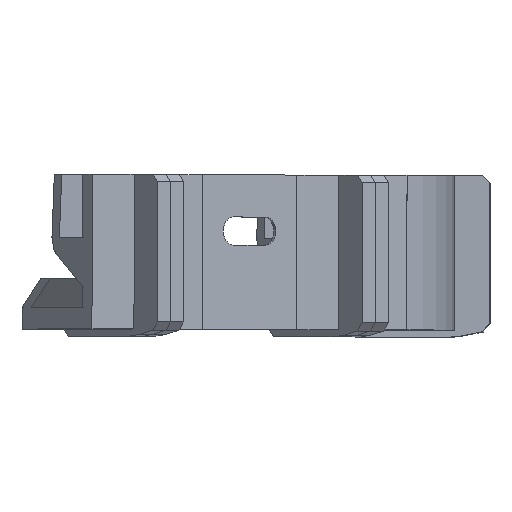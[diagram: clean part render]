
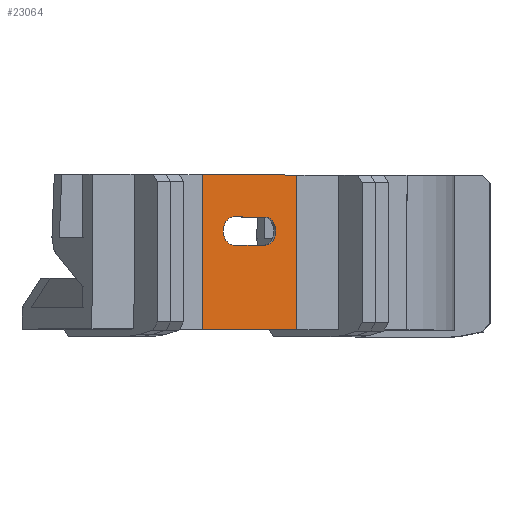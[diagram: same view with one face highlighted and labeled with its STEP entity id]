
A CAD part, left-side view. The second image highlights one B-rep face of the part: STEP entity #23064.
In plain terms, the highlighted face is planar.
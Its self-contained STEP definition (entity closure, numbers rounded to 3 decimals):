
#22788 = VERTEX_POINT('',#22789);
#22789 = CARTESIAN_POINT('',(3.,0.,16.));
#22796 = CYLINDRICAL_SURFACE('',#22797,2.);
#22797 = AXIS2_PLACEMENT_3D('',#22798,#22799,#22800);
#22798 = CARTESIAN_POINT('',(3.,24.,14.));
#22799 = DIRECTION('',(-0.,1.,0.));
#22800 = DIRECTION('',(0.,0.,-1.));
#22808 = PLANE('',#22809);
#22809 = AXIS2_PLACEMENT_3D('',#22810,#22811,#22812);
#22810 = CARTESIAN_POINT('',(3.,24.,16.));
#22811 = DIRECTION('',(0.,0.,-1.));
#22812 = DIRECTION('',(-1.,0.,-0.));
#22850 = VERTEX_POINT('',#22851);
#22851 = CARTESIAN_POINT('',(3.,0.,12.));
#22865 = PLANE('',#22866);
#22866 = AXIS2_PLACEMENT_3D('',#22867,#22868,#22869);
#22867 = CARTESIAN_POINT('',(-3.,24.,12.));
#22868 = DIRECTION('',(0.,0.,1.));
#22869 = DIRECTION('',(1.,0.,0.));
#22877 = EDGE_CURVE('',#22788,#22850,#22878,.T.);
#22878 = SURFACE_CURVE('',#22879,(#22884,#22891),.PCURVE_S1.);
#22879 = CIRCLE('',#22880,2.);
#22880 = AXIS2_PLACEMENT_3D('',#22881,#22882,#22883);
#22881 = CARTESIAN_POINT('',(3.,0.,14.));
#22882 = DIRECTION('',(0.,1.,0.));
#22883 = DIRECTION('',(0.,0.,-1.));
#22884 = PCURVE('',#22796,#22885);
#22885 = DEFINITIONAL_REPRESENTATION('',(#22886),#22890);
#22886 = LINE('',#22887,#22888);
#22887 = CARTESIAN_POINT('',(-6.283,-24.));
#22888 = VECTOR('',#22889,1.);
#22889 = DIRECTION('',(1.,-0.));
#22890 = ( GEOMETRIC_REPRESENTATION_CONTEXT(2) 
PARAMETRIC_REPRESENTATION_CONTEXT() REPRESENTATION_CONTEXT('2D SPACE',''
  ) );
#22891 = PCURVE('',#22892,#22897);
#22892 = PLANE('',#22893);
#22893 = AXIS2_PLACEMENT_3D('',#22894,#22895,#22896);
#22894 = CARTESIAN_POINT('',(0.,0.,0.));
#22895 = DIRECTION('',(0.,1.,-0.));
#22896 = DIRECTION('',(0.,0.,1.));
#22897 = DEFINITIONAL_REPRESENTATION('',(#22898),#22902);
#22898 = CIRCLE('',#22899,2.);
#22899 = AXIS2_PLACEMENT_2D('',#22900,#22901);
#22900 = CARTESIAN_POINT('',(14.,3.));
#22901 = DIRECTION('',(-1.,0.));
#22902 = ( GEOMETRIC_REPRESENTATION_CONTEXT(2) 
PARAMETRIC_REPRESENTATION_CONTEXT() REPRESENTATION_CONTEXT('2D SPACE',''
  ) );
#22910 = VERTEX_POINT('',#22911);
#22911 = CARTESIAN_POINT('',(-3.,0.,16.));
#22925 = CYLINDRICAL_SURFACE('',#22926,2.);
#22926 = AXIS2_PLACEMENT_3D('',#22927,#22928,#22929);
#22927 = CARTESIAN_POINT('',(-3.,24.,14.));
#22928 = DIRECTION('',(-0.,1.,0.));
#22929 = DIRECTION('',(0.,0.,1.));
#22964 = EDGE_CURVE('',#22788,#22910,#22965,.T.);
#22965 = SURFACE_CURVE('',#22966,(#22970,#22976),.PCURVE_S1.);
#22966 = LINE('',#22967,#22968);
#22967 = CARTESIAN_POINT('',(1.5,0.,16.));
#22968 = VECTOR('',#22969,1.);
#22969 = DIRECTION('',(-1.,0.,0.));
#22970 = PCURVE('',#22808,#22971);
#22971 = DEFINITIONAL_REPRESENTATION('',(#22972),#22975);
#22972 = B_SPLINE_CURVE_WITH_KNOTS('',1,(#22973,#22974),.UNSPECIFIED.,
  .F.,.F.,(2,2),(-1.5,4.5),.PIECEWISE_BEZIER_KNOTS.);
#22973 = CARTESIAN_POINT('',(0.,-24.));
#22974 = CARTESIAN_POINT('',(6.,-24.));
#22975 = ( GEOMETRIC_REPRESENTATION_CONTEXT(2) 
PARAMETRIC_REPRESENTATION_CONTEXT() REPRESENTATION_CONTEXT('2D SPACE',''
  ) );
#22976 = PCURVE('',#22892,#22977);
#22977 = DEFINITIONAL_REPRESENTATION('',(#22978),#22981);
#22978 = B_SPLINE_CURVE_WITH_KNOTS('',1,(#22979,#22980),.UNSPECIFIED.,
  .F.,.F.,(2,2),(-1.5,4.5),.PIECEWISE_BEZIER_KNOTS.);
#22979 = CARTESIAN_POINT('',(16.,3.));
#22980 = CARTESIAN_POINT('',(16.,-3.));
#22981 = ( GEOMETRIC_REPRESENTATION_CONTEXT(2) 
PARAMETRIC_REPRESENTATION_CONTEXT() REPRESENTATION_CONTEXT('2D SPACE',''
  ) );
#23064 = ADVANCED_FACE('',(#23065,#23179),#22892,.F.);
#23065 = FACE_BOUND('',#23066,.F.);
#23066 = EDGE_LOOP('',(#23067,#23097,#23125,#23153));
#23067 = ORIENTED_EDGE('',*,*,#23068,.F.);
#23068 = EDGE_CURVE('',#23069,#23071,#23073,.T.);
#23069 = VERTEX_POINT('',#23070);
#23070 = CARTESIAN_POINT('',(-9.,0.,0.));
#23071 = VERTEX_POINT('',#23072);
#23072 = CARTESIAN_POINT('',(9.,0.,0.));
#23073 = SURFACE_CURVE('',#23074,(#23078,#23085),.PCURVE_S1.);
#23074 = LINE('',#23075,#23076);
#23075 = CARTESIAN_POINT('',(-9.,0.,0.));
#23076 = VECTOR('',#23077,1.);
#23077 = DIRECTION('',(1.,0.,0.));
#23078 = PCURVE('',#22892,#23079);
#23079 = DEFINITIONAL_REPRESENTATION('',(#23080),#23084);
#23080 = LINE('',#23081,#23082);
#23081 = CARTESIAN_POINT('',(0.,-9.));
#23082 = VECTOR('',#23083,1.);
#23083 = DIRECTION('',(0.,1.));
#23084 = ( GEOMETRIC_REPRESENTATION_CONTEXT(2) 
PARAMETRIC_REPRESENTATION_CONTEXT() REPRESENTATION_CONTEXT('2D SPACE',''
  ) );
#23085 = PCURVE('',#23086,#23091);
#23086 = PLANE('',#23087);
#23087 = AXIS2_PLACEMENT_3D('',#23088,#23089,#23090);
#23088 = CARTESIAN_POINT('',(0.,15.,0.));
#23089 = DIRECTION('',(0.,0.,1.));
#23090 = DIRECTION('',(0.,-1.,0.));
#23091 = DEFINITIONAL_REPRESENTATION('',(#23092),#23096);
#23092 = LINE('',#23093,#23094);
#23093 = CARTESIAN_POINT('',(15.,-9.));
#23094 = VECTOR('',#23095,1.);
#23095 = DIRECTION('',(0.,1.));
#23096 = ( GEOMETRIC_REPRESENTATION_CONTEXT(2) 
PARAMETRIC_REPRESENTATION_CONTEXT() REPRESENTATION_CONTEXT('2D SPACE',''
  ) );
#23097 = ORIENTED_EDGE('',*,*,#23098,.T.);
#23098 = EDGE_CURVE('',#23069,#23099,#23101,.T.);
#23099 = VERTEX_POINT('',#23100);
#23100 = CARTESIAN_POINT('',(-9.,0.,22.));
#23101 = SURFACE_CURVE('',#23102,(#23106,#23113),.PCURVE_S1.);
#23102 = LINE('',#23103,#23104);
#23103 = CARTESIAN_POINT('',(-9.,0.,0.));
#23104 = VECTOR('',#23105,1.);
#23105 = DIRECTION('',(0.,0.,1.));
#23106 = PCURVE('',#22892,#23107);
#23107 = DEFINITIONAL_REPRESENTATION('',(#23108),#23112);
#23108 = LINE('',#23109,#23110);
#23109 = CARTESIAN_POINT('',(0.,-9.));
#23110 = VECTOR('',#23111,1.);
#23111 = DIRECTION('',(1.,0.));
#23112 = ( GEOMETRIC_REPRESENTATION_CONTEXT(2) 
PARAMETRIC_REPRESENTATION_CONTEXT() REPRESENTATION_CONTEXT('2D SPACE',''
  ) );
#23113 = PCURVE('',#23114,#23119);
#23114 = PLANE('',#23115);
#23115 = AXIS2_PLACEMENT_3D('',#23116,#23117,#23118);
#23116 = CARTESIAN_POINT('',(-9.,4.162,7.662));
#23117 = DIRECTION('',(-1.,0.,0.));
#23118 = DIRECTION('',(0.,0.,1.));
#23119 = DEFINITIONAL_REPRESENTATION('',(#23120),#23124);
#23120 = LINE('',#23121,#23122);
#23121 = CARTESIAN_POINT('',(-7.662,-4.162));
#23122 = VECTOR('',#23123,1.);
#23123 = DIRECTION('',(1.,0.));
#23124 = ( GEOMETRIC_REPRESENTATION_CONTEXT(2) 
PARAMETRIC_REPRESENTATION_CONTEXT() REPRESENTATION_CONTEXT('2D SPACE',''
  ) );
#23125 = ORIENTED_EDGE('',*,*,#23126,.F.);
#23126 = EDGE_CURVE('',#23127,#23099,#23129,.T.);
#23127 = VERTEX_POINT('',#23128);
#23128 = CARTESIAN_POINT('',(9.,0.,22.));
#23129 = SURFACE_CURVE('',#23130,(#23134,#23141),.PCURVE_S1.);
#23130 = LINE('',#23131,#23132);
#23131 = CARTESIAN_POINT('',(9.,0.,22.));
#23132 = VECTOR('',#23133,1.);
#23133 = DIRECTION('',(-1.,0.,0.));
#23134 = PCURVE('',#22892,#23135);
#23135 = DEFINITIONAL_REPRESENTATION('',(#23136),#23140);
#23136 = LINE('',#23137,#23138);
#23137 = CARTESIAN_POINT('',(22.,9.));
#23138 = VECTOR('',#23139,1.);
#23139 = DIRECTION('',(0.,-1.));
#23140 = ( GEOMETRIC_REPRESENTATION_CONTEXT(2) 
PARAMETRIC_REPRESENTATION_CONTEXT() REPRESENTATION_CONTEXT('2D SPACE',''
  ) );
#23141 = PCURVE('',#23142,#23147);
#23142 = PLANE('',#23143);
#23143 = AXIS2_PLACEMENT_3D('',#23144,#23145,#23146);
#23144 = CARTESIAN_POINT('',(0.,0.,22.));
#23145 = DIRECTION('',(0.,0.,-1.));
#23146 = DIRECTION('',(0.,1.,0.));
#23147 = DEFINITIONAL_REPRESENTATION('',(#23148),#23152);
#23148 = LINE('',#23149,#23150);
#23149 = CARTESIAN_POINT('',(0.,9.));
#23150 = VECTOR('',#23151,1.);
#23151 = DIRECTION('',(0.,-1.));
#23152 = ( GEOMETRIC_REPRESENTATION_CONTEXT(2) 
PARAMETRIC_REPRESENTATION_CONTEXT() REPRESENTATION_CONTEXT('2D SPACE',''
  ) );
#23153 = ORIENTED_EDGE('',*,*,#23154,.F.);
#23154 = EDGE_CURVE('',#23071,#23127,#23155,.T.);
#23155 = SURFACE_CURVE('',#23156,(#23160,#23167),.PCURVE_S1.);
#23156 = LINE('',#23157,#23158);
#23157 = CARTESIAN_POINT('',(9.,0.,0.));
#23158 = VECTOR('',#23159,1.);
#23159 = DIRECTION('',(0.,0.,1.));
#23160 = PCURVE('',#22892,#23161);
#23161 = DEFINITIONAL_REPRESENTATION('',(#23162),#23166);
#23162 = LINE('',#23163,#23164);
#23163 = CARTESIAN_POINT('',(0.,9.));
#23164 = VECTOR('',#23165,1.);
#23165 = DIRECTION('',(1.,0.));
#23166 = ( GEOMETRIC_REPRESENTATION_CONTEXT(2) 
PARAMETRIC_REPRESENTATION_CONTEXT() REPRESENTATION_CONTEXT('2D SPACE',''
  ) );
#23167 = PCURVE('',#23168,#23173);
#23168 = PLANE('',#23169);
#23169 = AXIS2_PLACEMENT_3D('',#23170,#23171,#23172);
#23170 = CARTESIAN_POINT('',(9.,4.162,7.662));
#23171 = DIRECTION('',(-1.,0.,0.));
#23172 = DIRECTION('',(0.,0.,1.));
#23173 = DEFINITIONAL_REPRESENTATION('',(#23174),#23178);
#23174 = LINE('',#23175,#23176);
#23175 = CARTESIAN_POINT('',(-7.662,-4.162));
#23176 = VECTOR('',#23177,1.);
#23177 = DIRECTION('',(1.,0.));
#23178 = ( GEOMETRIC_REPRESENTATION_CONTEXT(2) 
PARAMETRIC_REPRESENTATION_CONTEXT() REPRESENTATION_CONTEXT('2D SPACE',''
  ) );
#23179 = FACE_BOUND('',#23180,.F.);
#23180 = EDGE_LOOP('',(#23181,#23182,#23183,#23207));
#23181 = ORIENTED_EDGE('',*,*,#22877,.F.);
#23182 = ORIENTED_EDGE('',*,*,#22964,.T.);
#23183 = ORIENTED_EDGE('',*,*,#23184,.F.);
#23184 = EDGE_CURVE('',#23185,#22910,#23187,.T.);
#23185 = VERTEX_POINT('',#23186);
#23186 = CARTESIAN_POINT('',(-3.,0.,12.));
#23187 = SURFACE_CURVE('',#23188,(#23193,#23200),.PCURVE_S1.);
#23188 = CIRCLE('',#23189,2.);
#23189 = AXIS2_PLACEMENT_3D('',#23190,#23191,#23192);
#23190 = CARTESIAN_POINT('',(-3.,0.,14.));
#23191 = DIRECTION('',(-0.,1.,0.));
#23192 = DIRECTION('',(0.,0.,1.));
#23193 = PCURVE('',#22892,#23194);
#23194 = DEFINITIONAL_REPRESENTATION('',(#23195),#23199);
#23195 = CIRCLE('',#23196,2.);
#23196 = AXIS2_PLACEMENT_2D('',#23197,#23198);
#23197 = CARTESIAN_POINT('',(14.,-3.));
#23198 = DIRECTION('',(1.,0.));
#23199 = ( GEOMETRIC_REPRESENTATION_CONTEXT(2) 
PARAMETRIC_REPRESENTATION_CONTEXT() REPRESENTATION_CONTEXT('2D SPACE',''
  ) );
#23200 = PCURVE('',#22925,#23201);
#23201 = DEFINITIONAL_REPRESENTATION('',(#23202),#23206);
#23202 = LINE('',#23203,#23204);
#23203 = CARTESIAN_POINT('',(-6.283,-24.));
#23204 = VECTOR('',#23205,1.);
#23205 = DIRECTION('',(1.,-0.));
#23206 = ( GEOMETRIC_REPRESENTATION_CONTEXT(2) 
PARAMETRIC_REPRESENTATION_CONTEXT() REPRESENTATION_CONTEXT('2D SPACE',''
  ) );
#23207 = ORIENTED_EDGE('',*,*,#23208,.T.);
#23208 = EDGE_CURVE('',#23185,#22850,#23209,.T.);
#23209 = SURFACE_CURVE('',#23210,(#23214,#23220),.PCURVE_S1.);
#23210 = LINE('',#23211,#23212);
#23211 = CARTESIAN_POINT('',(-1.5,0.,12.));
#23212 = VECTOR('',#23213,1.);
#23213 = DIRECTION('',(1.,-0.,0.));
#23214 = PCURVE('',#22892,#23215);
#23215 = DEFINITIONAL_REPRESENTATION('',(#23216),#23219);
#23216 = B_SPLINE_CURVE_WITH_KNOTS('',1,(#23217,#23218),.UNSPECIFIED.,
  .F.,.F.,(2,2),(-1.5,4.5),.PIECEWISE_BEZIER_KNOTS.);
#23217 = CARTESIAN_POINT('',(12.,-3.));
#23218 = CARTESIAN_POINT('',(12.,3.));
#23219 = ( GEOMETRIC_REPRESENTATION_CONTEXT(2) 
PARAMETRIC_REPRESENTATION_CONTEXT() REPRESENTATION_CONTEXT('2D SPACE',''
  ) );
#23220 = PCURVE('',#22865,#23221);
#23221 = DEFINITIONAL_REPRESENTATION('',(#23222),#23225);
#23222 = B_SPLINE_CURVE_WITH_KNOTS('',1,(#23223,#23224),.UNSPECIFIED.,
  .F.,.F.,(2,2),(-1.5,4.5),.PIECEWISE_BEZIER_KNOTS.);
#23223 = CARTESIAN_POINT('',(0.,-24.));
#23224 = CARTESIAN_POINT('',(6.,-24.));
#23225 = ( GEOMETRIC_REPRESENTATION_CONTEXT(2) 
PARAMETRIC_REPRESENTATION_CONTEXT() REPRESENTATION_CONTEXT('2D SPACE',''
  ) );
